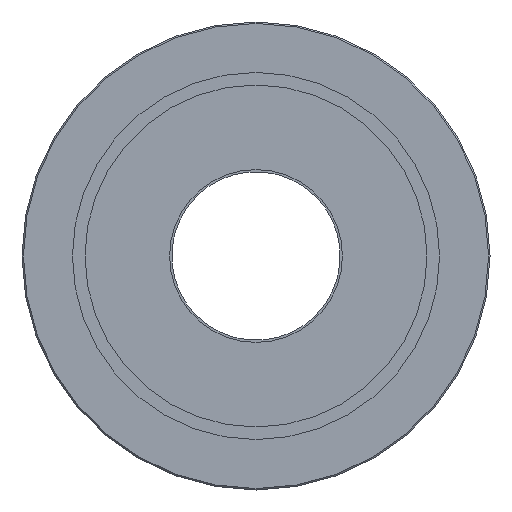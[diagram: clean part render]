
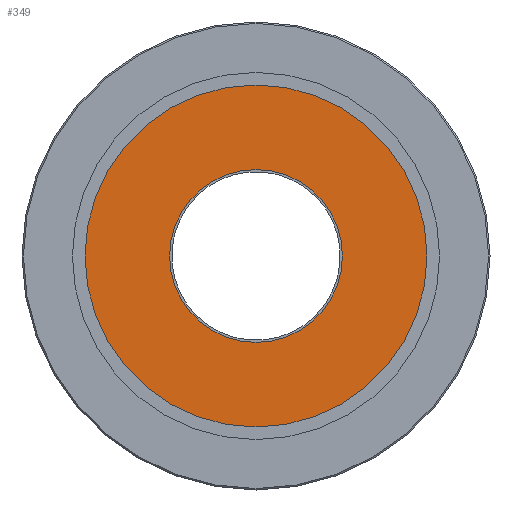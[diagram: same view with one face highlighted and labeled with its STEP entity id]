
A CAD part, front view. The second image highlights one B-rep face of the part: STEP entity #349.
In plain terms, the highlighted planar face has unit normal (0, -1, 0).
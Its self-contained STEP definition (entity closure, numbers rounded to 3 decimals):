
#18 = EDGE_LOOP ( 'NONE', ( #461, #1347 ) ) ;
#51 = AXIS2_PLACEMENT_3D ( 'NONE', #1066, #1072, #1163 ) ;
#85 = AXIS2_PLACEMENT_3D ( 'NONE', #264, #161, #98 ) ;
#98 = DIRECTION ( 'NONE',  ( 0., 0., -1. ) ) ;
#101 = VERTEX_POINT ( 'NONE', #750 ) ;
#161 = DIRECTION ( 'NONE',  ( 0., -1., 0. ) ) ;
#178 = EDGE_CURVE ( 'NONE', #101, #463, #273, .T. ) ;
#206 = CIRCLE ( 'NONE', #1342, 24. ) ;
#211 = DIRECTION ( 'NONE',  ( 0., 0., 1. ) ) ;
#230 = DIRECTION ( 'NONE',  ( 0., 1., 0. ) ) ;
#258 = CARTESIAN_POINT ( 'NONE',  ( 0., 0., 0. ) ) ;
#264 = CARTESIAN_POINT ( 'NONE',  ( 0., 0., 0. ) ) ;
#272 = CARTESIAN_POINT ( 'NONE',  ( 0., 0., 24. ) ) ;
#273 = CIRCLE ( 'NONE', #287, 47.5 ) ;
#287 = AXIS2_PLACEMENT_3D ( 'NONE', #258, #230, #211 ) ;
#349 = ADVANCED_FACE ( 'NONE', ( #1321, #1231 ), #412, .T. ) ;
#365 = EDGE_CURVE ( 'NONE', #515, #1029, #1222, .T. ) ;
#412 = PLANE ( 'NONE',  #85 ) ;
#461 = ORIENTED_EDGE ( 'NONE', *, *, #365, .T. ) ;
#463 = VERTEX_POINT ( 'NONE', #629 ) ;
#515 = VERTEX_POINT ( 'NONE', #272 ) ;
#611 = EDGE_LOOP ( 'NONE', ( #824, #1026 ) ) ;
#629 = CARTESIAN_POINT ( 'NONE',  ( 0., 0., -47.5 ) ) ;
#707 = EDGE_CURVE ( 'NONE', #463, #101, #1338, .T. ) ;
#750 = CARTESIAN_POINT ( 'NONE',  ( 0., 0., 47.5 ) ) ;
#800 = DIRECTION ( 'NONE',  ( 0., 0., 1. ) ) ;
#808 = DIRECTION ( 'NONE',  ( 0., 1., 0. ) ) ;
#817 = CARTESIAN_POINT ( 'NONE',  ( 0., 0., 0. ) ) ;
#824 = ORIENTED_EDGE ( 'NONE', *, *, #178, .F. ) ;
#858 = AXIS2_PLACEMENT_3D ( 'NONE', #817, #808, #800 ) ;
#892 = CARTESIAN_POINT ( 'NONE',  ( 0., 0., -24. ) ) ;
#995 = DIRECTION ( 'NONE',  ( 0., 0., 1. ) ) ;
#999 = DIRECTION ( 'NONE',  ( 0., 1., 0. ) ) ;
#1008 = EDGE_CURVE ( 'NONE', #1029, #515, #206, .T. ) ;
#1011 = CARTESIAN_POINT ( 'NONE',  ( 0., 0., 0. ) ) ;
#1026 = ORIENTED_EDGE ( 'NONE', *, *, #707, .F. ) ;
#1029 = VERTEX_POINT ( 'NONE', #892 ) ;
#1066 = CARTESIAN_POINT ( 'NONE',  ( 0., 0., 0. ) ) ;
#1072 = DIRECTION ( 'NONE',  ( 0., 1., 0. ) ) ;
#1163 = DIRECTION ( 'NONE',  ( 0., 0., 1. ) ) ;
#1222 = CIRCLE ( 'NONE', #51, 24. ) ;
#1231 = FACE_OUTER_BOUND ( 'NONE', #611, .T. ) ;
#1321 = FACE_BOUND ( 'NONE', #18, .T. ) ;
#1338 = CIRCLE ( 'NONE', #858, 47.5 ) ;
#1342 = AXIS2_PLACEMENT_3D ( 'NONE', #1011, #999, #995 ) ;
#1347 = ORIENTED_EDGE ( 'NONE', *, *, #1008, .T. ) ;
